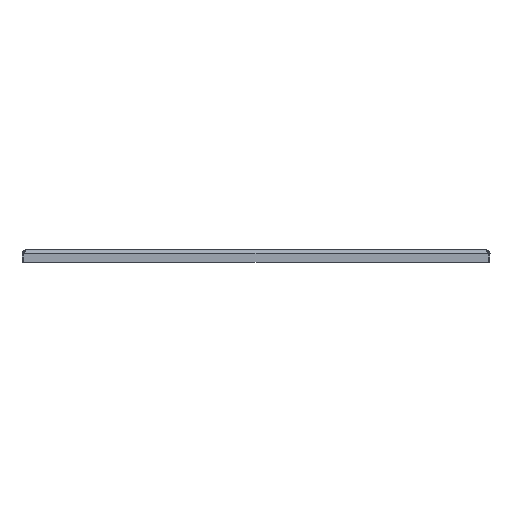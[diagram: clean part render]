
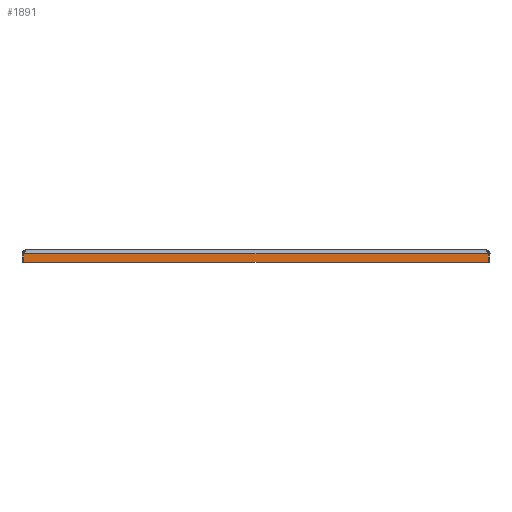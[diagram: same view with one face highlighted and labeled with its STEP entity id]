
A CAD part, left-side view. The second image highlights one B-rep face of the part: STEP entity #1891.
In plain terms, the highlighted planar face has unit normal (-1, 0, 0).
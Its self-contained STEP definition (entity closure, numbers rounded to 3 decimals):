
#1864=AXIS2_PLACEMENT_3D('Plane Axis2P3D',#1861,#1862,#1863) ;
#1657=CARTESIAN_POINT('Vertex',(0.,451.5,8.)) ;
#1660=CARTESIAN_POINT('Line Origine',(0.,226.5,8.)) ;
#1664=CARTESIAN_POINT('Vertex',(0.,1.5,8.)) ;
#1861=CARTESIAN_POINT('Axis2P3D Location',(0.,226.5,10.5)) ;
#1866=CARTESIAN_POINT('Line Origine',(0.,451.5,4.)) ;
#1870=CARTESIAN_POINT('Vertex',(0.,451.5,0.)) ;
#1873=CARTESIAN_POINT('Line Origine',(0.,226.5,0.)) ;
#1877=CARTESIAN_POINT('Vertex',(0.,1.5,0.)) ;
#1880=CARTESIAN_POINT('Line Origine',(0.,1.5,4.)) ;
#1661=DIRECTION('Vector Direction',(0.,1.,0.)) ;
#1862=DIRECTION('Axis2P3D Direction',(-1.,0.,0.)) ;
#1863=DIRECTION('Axis2P3D XDirection',(0.,1.,0.)) ;
#1867=DIRECTION('Vector Direction',(0.,0.,-1.)) ;
#1874=DIRECTION('Vector Direction',(0.,-1.,0.)) ;
#1881=DIRECTION('Vector Direction',(0.,0.,1.)) ;
#1662=VECTOR('Line Direction',#1661,1.) ;
#1868=VECTOR('Line Direction',#1867,1.) ;
#1875=VECTOR('Line Direction',#1874,1.) ;
#1882=VECTOR('Line Direction',#1881,1.) ;
#1886=ORIENTED_EDGE('',*,*,#1666,.T.) ;
#1887=ORIENTED_EDGE('',*,*,#1872,.T.) ;
#1888=ORIENTED_EDGE('',*,*,#1879,.T.) ;
#1889=ORIENTED_EDGE('',*,*,#1884,.T.) ;
#1891=ADVANCED_FACE('Koerper.2',(#1890),#1865,.T.) ;
#1666=EDGE_CURVE('',#1665,#1658,#1663,.T.) ;
#1872=EDGE_CURVE('',#1658,#1871,#1869,.T.) ;
#1879=EDGE_CURVE('',#1871,#1878,#1876,.T.) ;
#1884=EDGE_CURVE('',#1878,#1665,#1883,.T.) ;
#1885=EDGE_LOOP('',(#1886,#1887,#1888,#1889)) ;
#1890=FACE_OUTER_BOUND('',#1885,.T.) ;
#1663=LINE('Line',#1660,#1662) ;
#1869=LINE('Line',#1866,#1868) ;
#1876=LINE('Line',#1873,#1875) ;
#1883=LINE('Line',#1880,#1882) ;
#1865=PLANE('',#1864) ;
#1658=VERTEX_POINT('',#1657) ;
#1665=VERTEX_POINT('',#1664) ;
#1871=VERTEX_POINT('',#1870) ;
#1878=VERTEX_POINT('',#1877) ;
